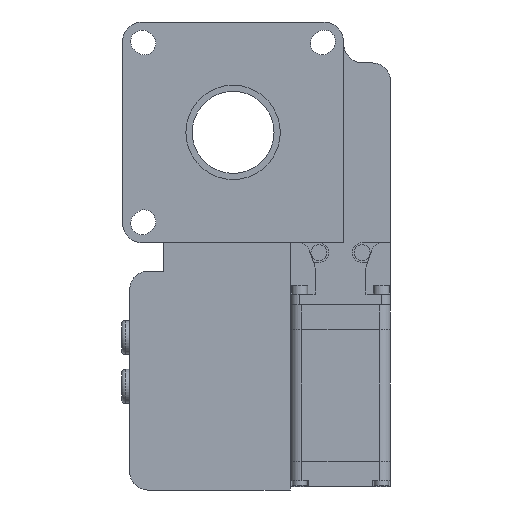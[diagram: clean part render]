
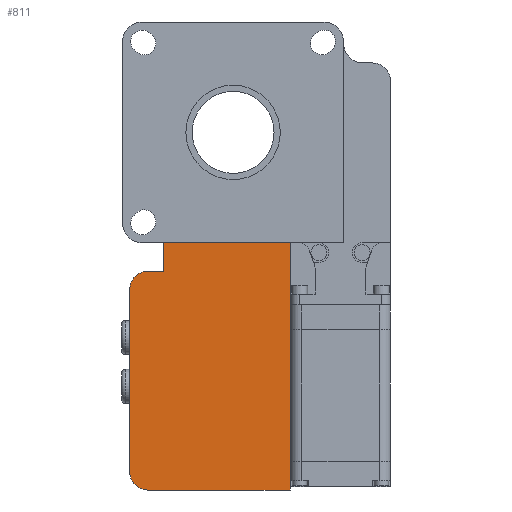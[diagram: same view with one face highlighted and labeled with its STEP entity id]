
A CAD part, front view. The second image highlights one B-rep face of the part: STEP entity #811.
In plain terms, the highlighted planar face has unit normal (0, -1, 0).
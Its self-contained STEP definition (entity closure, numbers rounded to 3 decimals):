
#19 = CIRCLE ( 'NONE', #5976, 5. ) ;
#29 = CARTESIAN_POINT ( 'NONE',  ( -100.4, 4., 24. ) ) ;
#51 = DIRECTION ( 'NONE',  ( 0., 1., 0. ) ) ;
#265 = DIRECTION ( 'NONE',  ( 0., 0., -1. ) ) ;
#428 = ORIENTED_EDGE ( 'NONE', *, *, #4874, .F. ) ;
#773 = VECTOR ( 'NONE', #5270, 1000. ) ;
#811 = ADVANCED_FACE ( 'NONE', ( #8719 ), #7347, .T. ) ;
#859 = LINE ( 'NONE', #3761, #6378 ) ;
#955 = VERTEX_POINT ( 'NONE', #3822 ) ;
#1098 = LINE ( 'NONE', #7285, #1422 ) ;
#1257 = DIRECTION ( 'NONE',  ( 0., 0., -1. ) ) ;
#1422 = VECTOR ( 'NONE', #4771, 1000. ) ;
#1535 = DIRECTION ( 'NONE',  ( 0., 0., -1. ) ) ;
#1623 = VERTEX_POINT ( 'NONE', #4221 ) ;
#1625 = VERTEX_POINT ( 'NONE', #3325 ) ;
#1829 = CARTESIAN_POINT ( 'NONE',  ( -31., 4., -6.58 ) ) ;
#1899 = VERTEX_POINT ( 'NONE', #29 ) ;
#2214 = LINE ( 'NONE', #3211, #6589 ) ;
#2567 = CARTESIAN_POINT ( 'NONE',  ( -44., 4., 24. ) ) ;
#3211 = CARTESIAN_POINT ( 'NONE',  ( -100.4, 4., 24. ) ) ;
#3265 = ORIENTED_EDGE ( 'NONE', *, *, #5012, .F. ) ;
#3325 = CARTESIAN_POINT ( 'NONE',  ( -100.4, 4., -16. ) ) ;
#3346 = DIRECTION ( 'NONE',  ( 0., 0., 1. ) ) ;
#3352 = AXIS2_PLACEMENT_3D ( 'NONE', #2567, #8812, #7201 ) ;
#3752 = CARTESIAN_POINT ( 'NONE',  ( -8.694, 4., 19.5 ) ) ;
#3761 = CARTESIAN_POINT ( 'NONE',  ( -39., 4., -16. ) ) ;
#3822 = CARTESIAN_POINT ( 'NONE',  ( -39., 4., 24. ) ) ;
#4221 = CARTESIAN_POINT ( 'NONE',  ( -44., 4., 29. ) ) ;
#4545 = EDGE_CURVE ( 'NONE', #955, #5236, #859, .T. ) ;
#4683 = ORIENTED_EDGE ( 'NONE', *, *, #5169, .F. ) ;
#4771 = DIRECTION ( 'NONE',  ( -1., 0., 0. ) ) ;
#4780 = EDGE_CURVE ( 'NONE', #8004, #1625, #1098, .T. ) ;
#4874 = EDGE_CURVE ( 'NONE', #1899, #6708, #9619, .T. ) ;
#5012 = EDGE_CURVE ( 'NONE', #5236, #9821, #5418, .T. ) ;
#5169 = EDGE_CURVE ( 'NONE', #9821, #8004, #7834, .T. ) ;
#5215 = DIRECTION ( 'NONE',  ( 0., 1., 0. ) ) ;
#5236 = VERTEX_POINT ( 'NONE', #8241 ) ;
#5270 = DIRECTION ( 'NONE',  ( 1., 0., 0. ) ) ;
#5297 = LINE ( 'NONE', #5389, #8635 ) ;
#5389 = CARTESIAN_POINT ( 'NONE',  ( -44., 4., 29. ) ) ;
#5418 = LINE ( 'NONE', #3752, #773 ) ;
#5566 = ORIENTED_EDGE ( 'NONE', *, *, #4780, .F. ) ;
#5703 = CARTESIAN_POINT ( 'NONE',  ( -31., 4., -16. ) ) ;
#5728 = VECTOR ( 'NONE', #265, 1000. ) ;
#5787 = EDGE_CURVE ( 'NONE', #6708, #1623, #5297, .T. ) ;
#5886 = ORIENTED_EDGE ( 'NONE', *, *, #7890, .F. ) ;
#5976 = AXIS2_PLACEMENT_3D ( 'NONE', #6159, #51, #1535 ) ;
#6152 = DIRECTION ( 'NONE',  ( 1., 0., 0. ) ) ;
#6159 = CARTESIAN_POINT ( 'NONE',  ( -44., 4., 24. ) ) ;
#6378 = VECTOR ( 'NONE', #9976, 1000. ) ;
#6589 = VECTOR ( 'NONE', #3346, 1000. ) ;
#6631 = CARTESIAN_POINT ( 'NONE',  ( -95.4, 4., 24. ) ) ;
#6708 = VERTEX_POINT ( 'NONE', #7579 ) ;
#6823 = EDGE_LOOP ( 'NONE', ( #5566, #4683, #3265, #7465, #9773, #9495, #428, #5886 ) ) ;
#7190 = AXIS2_PLACEMENT_3D ( 'NONE', #6631, #5215, #1257 ) ;
#7201 = DIRECTION ( 'NONE',  ( 0., 0., -1. ) ) ;
#7285 = CARTESIAN_POINT ( 'NONE',  ( -100.4, 4., -16. ) ) ;
#7347 = PLANE ( 'NONE',  #3352 ) ;
#7465 = ORIENTED_EDGE ( 'NONE', *, *, #4545, .F. ) ;
#7579 = CARTESIAN_POINT ( 'NONE',  ( -95.4, 4., 29. ) ) ;
#7834 = LINE ( 'NONE', #1829, #5728 ) ;
#7890 = EDGE_CURVE ( 'NONE', #1625, #1899, #2214, .T. ) ;
#8004 = VERTEX_POINT ( 'NONE', #5703 ) ;
#8127 = CARTESIAN_POINT ( 'NONE',  ( -31., 4., 19.5 ) ) ;
#8241 = CARTESIAN_POINT ( 'NONE',  ( -39., 4., 19.5 ) ) ;
#8635 = VECTOR ( 'NONE', #6152, 1000. ) ;
#8719 = FACE_OUTER_BOUND ( 'NONE', #6823, .T. ) ;
#8812 = DIRECTION ( 'NONE',  ( 0., -1., 0. ) ) ;
#9495 = ORIENTED_EDGE ( 'NONE', *, *, #5787, .F. ) ;
#9619 = CIRCLE ( 'NONE', #7190, 5. ) ;
#9773 = ORIENTED_EDGE ( 'NONE', *, *, #9902, .F. ) ;
#9821 = VERTEX_POINT ( 'NONE', #8127 ) ;
#9902 = EDGE_CURVE ( 'NONE', #1623, #955, #19, .T. ) ;
#9976 = DIRECTION ( 'NONE',  ( 0., 0., -1. ) ) ;
